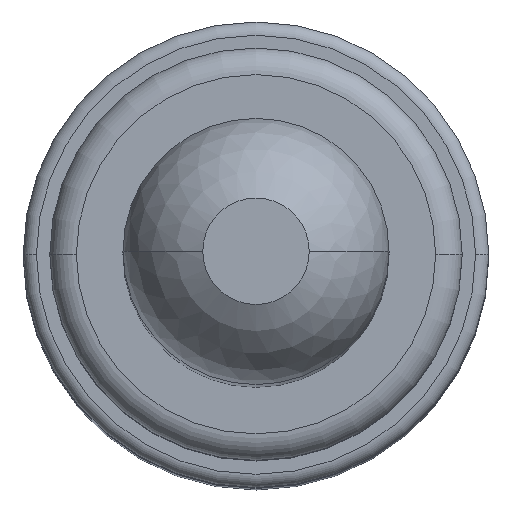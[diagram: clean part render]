
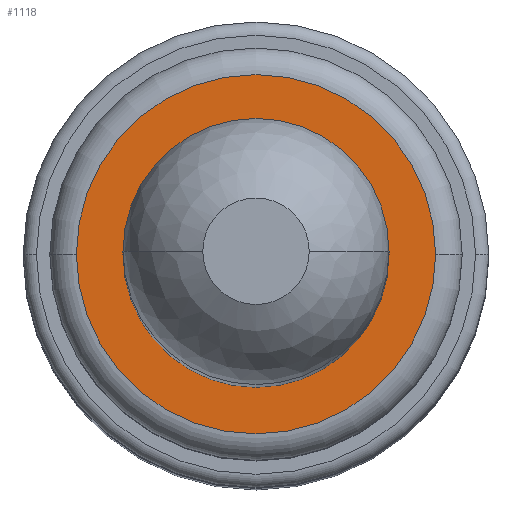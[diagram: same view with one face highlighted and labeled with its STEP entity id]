
A CAD part, top view. The second image highlights one B-rep face of the part: STEP entity #1118.
In plain terms, the highlighted planar face has unit normal (0, 0, 1).
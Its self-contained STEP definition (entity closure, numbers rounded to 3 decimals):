
#465=CARTESIAN_POINT('',(0.,0.,12.5));
#466=DIRECTION('',(0.,0.,-1.));
#467=DIRECTION('',(1.,0.,0.));
#468=AXIS2_PLACEMENT_3D('',#465,#466,#467);
#470=CARTESIAN_POINT('',(0.,0.,12.5));
#471=DIRECTION('',(0.,0.,1.));
#472=DIRECTION('',(1.,0.,0.));
#473=AXIS2_PLACEMENT_3D('',#470,#471,#472);
#475=CARTESIAN_POINT('',(0.,0.,12.5));
#476=DIRECTION('',(0.,0.,-1.));
#477=DIRECTION('',(1.,0.,0.));
#478=AXIS2_PLACEMENT_3D('',#475,#476,#477);
#480=CARTESIAN_POINT('',(0.,0.,12.5));
#481=DIRECTION('',(0.,0.,-1.));
#482=DIRECTION('',(-1.,0.,0.));
#483=AXIS2_PLACEMENT_3D('',#480,#481,#482);
#542=CARTESIAN_POINT('',(1.,0.,12.5));
#543=VERTEX_POINT('',#542);
#556=CARTESIAN_POINT('',(-1.,0.,12.5));
#557=VERTEX_POINT('',#556);
#594=CARTESIAN_POINT('',(1.35,0.,12.5));
#595=CARTESIAN_POINT('',(-1.35,0.,12.5));
#596=VERTEX_POINT('',#594);
#597=VERTEX_POINT('',#595);
#1103=CARTESIAN_POINT('',(0.,0.,12.5));
#1104=DIRECTION('',(0.,0.,-1.));
#1105=DIRECTION('',(1.,0.,0.));
#1106=AXIS2_PLACEMENT_3D('',#1103,#1104,#1105);
#1107=PLANE('',#1106);
#1108=ORIENTED_EDGE('',*,*,#1070,.T.);
#1109=ORIENTED_EDGE('',*,*,#1085,.T.);
#1110=EDGE_LOOP('',(#1108,#1109));
#1111=FACE_OUTER_BOUND('',#1110,.F.);
#1113=ORIENTED_EDGE('',*,*,#1112,.F.);
#1115=ORIENTED_EDGE('',*,*,#1114,.T.);
#1116=EDGE_LOOP('',(#1113,#1115));
#1117=FACE_BOUND('',#1116,.F.);
#469=CIRCLE('',#468,1.);
#474=CIRCLE('',#473,1.);
#479=CIRCLE('',#478,1.35);
#484=CIRCLE('',#483,1.35);
#1070=EDGE_CURVE('',#596,#597,#479,.T.);
#1085=EDGE_CURVE('',#597,#596,#484,.T.);
#1112=EDGE_CURVE('',#543,#557,#469,.T.);
#1114=EDGE_CURVE('',#543,#557,#474,.T.);
#1118=ADVANCED_FACE('',(#1111,#1117),#1107,.F.);
